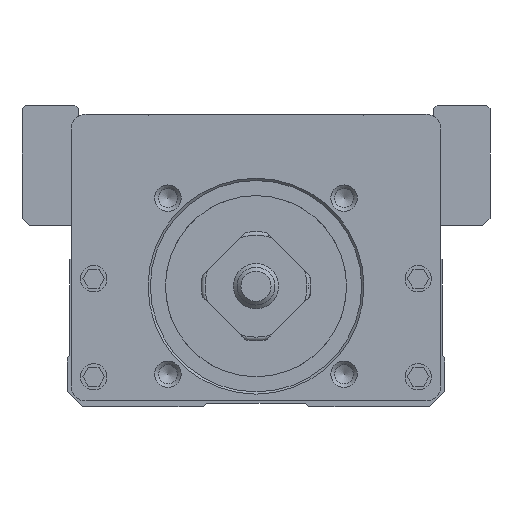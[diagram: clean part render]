
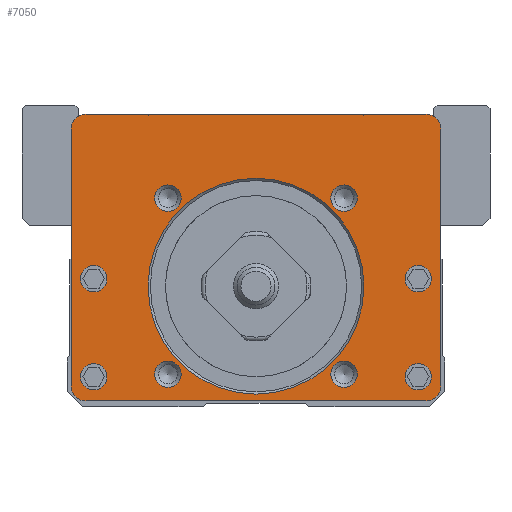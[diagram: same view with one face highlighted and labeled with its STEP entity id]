
A CAD part, front view. The second image highlights one B-rep face of the part: STEP entity #7050.
In plain terms, the highlighted planar face has unit normal (0, -1, 0).
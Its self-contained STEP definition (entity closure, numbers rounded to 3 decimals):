
#465=PLANE('',#22955);
#2439=LINE('',#31373,#4717);
#2473=LINE('',#31448,#4751);
#2485=LINE('',#31473,#4763);
#2499=LINE('',#31511,#4777);
#4717=VECTOR('',#25200,1.);
#4751=VECTOR('',#25250,1.);
#4763=VECTOR('',#25266,1.);
#4777=VECTOR('',#25298,1.);
#7050=ADVANCED_FACE('',(#8557,#8558,#8559,#8560,#8561,#8562,#8563,#8564,
#8565,#8566),#465,.T.);
#8557=FACE_BOUND('',#9239,.T.);
#8558=FACE_BOUND('',#9240,.T.);
#8559=FACE_BOUND('',#9241,.T.);
#8560=FACE_BOUND('',#9242,.T.);
#8561=FACE_BOUND('',#9243,.T.);
#8562=FACE_BOUND('',#9244,.T.);
#8563=FACE_BOUND('',#9245,.T.);
#8564=FACE_BOUND('',#9246,.T.);
#8565=FACE_BOUND('',#9247,.T.);
#8566=FACE_BOUND('',#9248,.T.);
#9239=EDGE_LOOP('',(#11427));
#9240=EDGE_LOOP('',(#11428));
#9241=EDGE_LOOP('',(#11429));
#9242=EDGE_LOOP('',(#11430));
#9243=EDGE_LOOP('',(#11431));
#9244=EDGE_LOOP('',(#11432));
#9245=EDGE_LOOP('',(#11433));
#9246=EDGE_LOOP('',(#11434));
#9247=EDGE_LOOP('',(#11435));
#9248=EDGE_LOOP('',(#11436,#11437,#11438,#11439,#11440,#11441,#11442,#11443));
#11427=ORIENTED_EDGE('',*,*,#19441,.T.);
#11428=ORIENTED_EDGE('',*,*,#19442,.T.);
#11429=ORIENTED_EDGE('',*,*,#19443,.T.);
#11430=ORIENTED_EDGE('',*,*,#19444,.T.);
#11431=ORIENTED_EDGE('',*,*,#19445,.T.);
#11432=ORIENTED_EDGE('',*,*,#19446,.F.);
#11433=ORIENTED_EDGE('',*,*,#19447,.T.);
#11434=ORIENTED_EDGE('',*,*,#19448,.T.);
#11435=ORIENTED_EDGE('',*,*,#19449,.F.);
#11436=ORIENTED_EDGE('',*,*,#19244,.T.);
#11437=ORIENTED_EDGE('',*,*,#19327,.T.);
#11438=ORIENTED_EDGE('',*,*,#19292,.F.);
#11439=ORIENTED_EDGE('',*,*,#19450,.F.);
#11440=ORIENTED_EDGE('',*,*,#19313,.T.);
#11441=ORIENTED_EDGE('',*,*,#19451,.T.);
#11442=ORIENTED_EDGE('',*,*,#19279,.T.);
#11443=ORIENTED_EDGE('',*,*,#19329,.T.);
#17050=VERTEX_POINT('',#31367);
#17053=VERTEX_POINT('',#31372);
#17086=VERTEX_POINT('',#31447);
#17087=VERTEX_POINT('',#31449);
#17089=VERTEX_POINT('',#31455);
#17097=VERTEX_POINT('',#31472);
#17112=VERTEX_POINT('',#31510);
#17113=VERTEX_POINT('',#31512);
#17219=VERTEX_POINT('',#31872);
#17220=VERTEX_POINT('',#31874);
#17221=VERTEX_POINT('',#31876);
#17222=VERTEX_POINT('',#31878);
#17223=VERTEX_POINT('',#31880);
#17224=VERTEX_POINT('',#31882);
#17225=VERTEX_POINT('',#31884);
#17226=VERTEX_POINT('',#31886);
#17227=VERTEX_POINT('',#31888);
#19244=EDGE_CURVE('',#17050,#17053,#2439,.T.);
#19279=EDGE_CURVE('',#17087,#17086,#2473,.T.);
#19292=EDGE_CURVE('',#17097,#17089,#2485,.T.);
#19313=EDGE_CURVE('',#17113,#17112,#2499,.T.);
#19327=EDGE_CURVE('',#17053,#17089,#22134,.T.);
#19329=EDGE_CURVE('',#17086,#17050,#22136,.T.);
#19441=EDGE_CURVE('',#17219,#17219,#22152,.T.);
#19442=EDGE_CURVE('',#17220,#17220,#22153,.T.);
#19443=EDGE_CURVE('',#17221,#17221,#22154,.T.);
#19444=EDGE_CURVE('',#17222,#17222,#22155,.T.);
#19445=EDGE_CURVE('',#17223,#17223,#22156,.T.);
#19446=EDGE_CURVE('',#17224,#17224,#22157,.T.);
#19447=EDGE_CURVE('',#17225,#17225,#22158,.T.);
#19448=EDGE_CURVE('',#17226,#17226,#22159,.T.);
#19449=EDGE_CURVE('',#17227,#17227,#22160,.T.);
#19450=EDGE_CURVE('',#17113,#17097,#22161,.T.);
#19451=EDGE_CURVE('',#17112,#17087,#22162,.T.);
#22134=CIRCLE('',#22918,2.);
#22136=CIRCLE('',#22921,2.);
#22152=CIRCLE('',#22944,14.3);
#22153=CIRCLE('',#22945,1.75);
#22154=CIRCLE('',#22946,1.75);
#22155=CIRCLE('',#22947,1.75);
#22156=CIRCLE('',#22948,1.75);
#22157=CIRCLE('',#22949,1.75);
#22158=CIRCLE('',#22950,1.75);
#22159=CIRCLE('',#22951,1.75);
#22160=CIRCLE('',#22952,1.75);
#22161=CIRCLE('',#22953,2.);
#22162=CIRCLE('',#22954,2.);
#22918=AXIS2_PLACEMENT_3D('',#31534,#25324,#25325);
#22921=AXIS2_PLACEMENT_3D('',#31537,#25330,#25331);
#22944=AXIS2_PLACEMENT_3D('',#31871,#25458,#25459);
#22945=AXIS2_PLACEMENT_3D('',#31873,#25460,#25461);
#22946=AXIS2_PLACEMENT_3D('',#31875,#25462,#25463);
#22947=AXIS2_PLACEMENT_3D('',#31877,#25464,#25465);
#22948=AXIS2_PLACEMENT_3D('',#31879,#25466,#25467);
#22949=AXIS2_PLACEMENT_3D('',#31881,#25468,#25469);
#22950=AXIS2_PLACEMENT_3D('',#31883,#25470,#25471);
#22951=AXIS2_PLACEMENT_3D('',#31885,#25472,#25473);
#22952=AXIS2_PLACEMENT_3D('',#31887,#25474,#25475);
#22953=AXIS2_PLACEMENT_3D('',#31889,#25476,#25477);
#22954=AXIS2_PLACEMENT_3D('',#31890,#25478,#25479);
#22955=AXIS2_PLACEMENT_3D('',#31891,#25480,#25481);
#25200=DIRECTION('',(-1.,0.,0.));
#25250=DIRECTION('',(0.,0.,1.));
#25266=DIRECTION('',(0.,0.,1.));
#25298=DIRECTION('',(1.,0.,0.));
#25324=DIRECTION('',(0.,-1.,0.));
#25325=DIRECTION('',(0.,0.,-1.));
#25330=DIRECTION('',(0.,-1.,0.));
#25331=DIRECTION('',(0.,0.,-1.));
#25458=DIRECTION('',(0.,1.,0.));
#25459=DIRECTION('',(0.,0.,-1.));
#25460=DIRECTION('',(0.,1.,0.));
#25461=DIRECTION('',(0.,0.,-1.));
#25462=DIRECTION('',(0.,1.,0.));
#25463=DIRECTION('',(0.,0.,-1.));
#25464=DIRECTION('',(0.,1.,0.));
#25465=DIRECTION('',(0.,0.,-1.));
#25466=DIRECTION('',(0.,1.,0.));
#25467=DIRECTION('',(0.,0.,-1.));
#25468=DIRECTION('',(0.,-1.,0.));
#25469=DIRECTION('',(-1.,0.,0.));
#25470=DIRECTION('',(0.,1.,0.));
#25471=DIRECTION('',(-1.,0.,0.));
#25472=DIRECTION('',(0.,1.,0.));
#25473=DIRECTION('',(1.,0.,0.));
#25474=DIRECTION('',(0.,-1.,0.));
#25475=DIRECTION('',(1.,0.,0.));
#25476=DIRECTION('',(0.,1.,0.));
#25477=DIRECTION('',(0.,0.,-1.));
#25478=DIRECTION('',(0.,-1.,0.));
#25479=DIRECTION('',(0.,0.,-1.));
#25480=DIRECTION('',(0.,-1.,0.));
#25481=DIRECTION('',(0.,0.,-1.));
#31367=CARTESIAN_POINT('',(22.868,-178.78,30.309));
#31372=CARTESIAN_POINT('',(-22.132,-178.78,30.309));
#31373=CARTESIAN_POINT('',(-24.132,-178.78,30.309));
#31447=CARTESIAN_POINT('',(24.868,-178.78,28.309));
#31448=CARTESIAN_POINT('',(24.868,-178.78,-7.691));
#31449=CARTESIAN_POINT('',(24.868,-178.78,-5.691));
#31455=CARTESIAN_POINT('',(-24.132,-178.78,28.309));
#31472=CARTESIAN_POINT('',(-24.132,-178.78,-5.691));
#31473=CARTESIAN_POINT('',(-24.132,-178.78,-7.691));
#31510=CARTESIAN_POINT('',(22.868,-178.78,-7.691));
#31511=CARTESIAN_POINT('',(-24.132,-178.78,-7.691));
#31512=CARTESIAN_POINT('',(-22.132,-178.78,-7.691));
#31534=CARTESIAN_POINT('',(-22.132,-178.78,28.309));
#31537=CARTESIAN_POINT('',(22.868,-178.78,28.309));
#31871=CARTESIAN_POINT('',(0.368,-178.78,7.509));
#31872=CARTESIAN_POINT('',(0.368,-178.78,-6.791));
#31873=CARTESIAN_POINT('',(-11.3,-178.78,-4.158));
#31874=CARTESIAN_POINT('',(-11.3,-178.78,-5.908));
#31875=CARTESIAN_POINT('',(12.035,-178.78,-4.158));
#31876=CARTESIAN_POINT('',(12.035,-178.78,-5.908));
#31877=CARTESIAN_POINT('',(12.035,-178.78,19.176));
#31878=CARTESIAN_POINT('',(12.035,-178.78,17.426));
#31879=CARTESIAN_POINT('',(-11.3,-178.78,19.176));
#31880=CARTESIAN_POINT('',(-11.3,-178.78,17.426));
#31881=CARTESIAN_POINT('',(-21.132,-178.78,8.509));
#31882=CARTESIAN_POINT('',(-22.882,-178.78,8.509));
#31883=CARTESIAN_POINT('',(-21.132,-178.78,-4.491));
#31884=CARTESIAN_POINT('',(-22.882,-178.78,-4.491));
#31885=CARTESIAN_POINT('',(21.868,-178.78,8.509));
#31886=CARTESIAN_POINT('',(23.618,-178.78,8.509));
#31887=CARTESIAN_POINT('',(21.868,-178.78,-4.491));
#31888=CARTESIAN_POINT('',(23.618,-178.78,-4.491));
#31889=CARTESIAN_POINT('',(-22.132,-178.78,-5.691));
#31890=CARTESIAN_POINT('',(22.868,-178.78,-5.691));
#31891=CARTESIAN_POINT('',(-24.132,-178.78,38.509));
